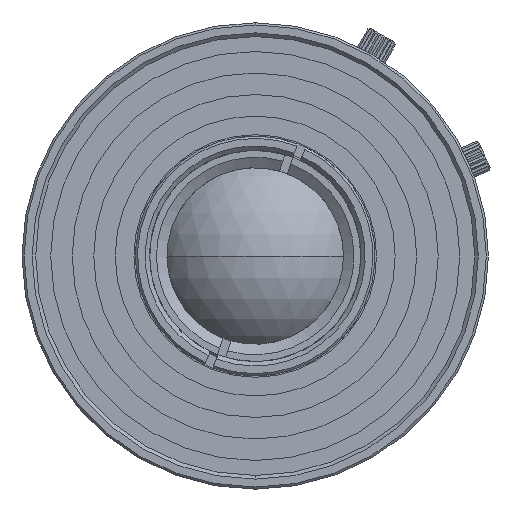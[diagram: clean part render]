
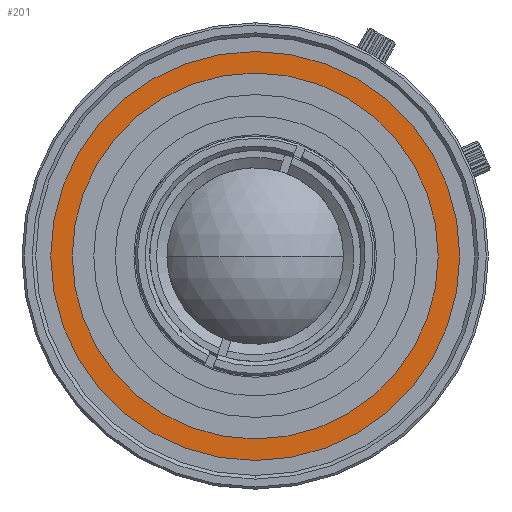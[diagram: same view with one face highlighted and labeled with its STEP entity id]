
A CAD part, left-side view. The second image highlights one B-rep face of the part: STEP entity #201.
In plain terms, the highlighted planar face has unit normal (-1, 0, 0).
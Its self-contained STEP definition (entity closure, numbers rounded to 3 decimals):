
#201 = ADVANCED_FACE ( 'NONE', ( #21816, #29228 ), #33364, .F. ) ;
#680 = EDGE_CURVE ( 'NONE', #37084, #37587, #5556, .T. ) ;
#1279 = CIRCLE ( 'NONE', #11379, 28.5 ) ;
#1997 = CARTESIAN_POINT ( 'NONE',  ( -32.835, -6.856, 81.9 ) ) ;
#2435 = CARTESIAN_POINT ( 'NONE',  ( -32.835, -6.856, 53.4 ) ) ;
#2440 = CARTESIAN_POINT ( 'NONE',  ( -32.835, -6.856, 53.4 ) ) ;
#4225 = CIRCLE ( 'NONE', #32046, 25.5 ) ;
#4652 = CARTESIAN_POINT ( 'NONE',  ( -32.835, -6.856, 27.9 ) ) ;
#5036 = EDGE_CURVE ( 'NONE', #27915, #16604, #28055, .T. ) ;
#5556 = CIRCLE ( 'NONE', #24012, 25.5 ) ;
#5610 = DIRECTION ( 'NONE',  ( 0., 0., -1. ) ) ;
#5619 = DIRECTION ( 'NONE',  ( 0., 0., -1. ) ) ;
#8518 = CARTESIAN_POINT ( 'NONE',  ( -32.835, -35.356, 53.4 ) ) ;
#10265 = ORIENTED_EDGE ( 'NONE', *, *, #5036, .T. ) ;
#11379 = AXIS2_PLACEMENT_3D ( 'NONE', #2440, #24483, #5619 ) ;
#13110 = DIRECTION ( 'NONE',  ( -1., 0., 0. ) ) ;
#14746 = DIRECTION ( 'NONE',  ( 1., 0., 0. ) ) ;
#15247 = EDGE_LOOP ( 'NONE', ( #37571, #37485 ) ) ;
#16428 = EDGE_CURVE ( 'NONE', #37587, #37084, #4225, .T. ) ;
#16604 = VERTEX_POINT ( 'NONE', #17110 ) ;
#17110 = CARTESIAN_POINT ( 'NONE',  ( -32.835, -6.856, 24.9 ) ) ;
#17378 = CARTESIAN_POINT ( 'NONE',  ( -32.835, -6.856, 53.4 ) ) ;
#20570 = DIRECTION ( 'NONE',  ( 0., 0., -1. ) ) ;
#21816 = FACE_BOUND ( 'NONE', #15247, .T. ) ;
#24012 = AXIS2_PLACEMENT_3D ( 'NONE', #17378, #39464, #20570 ) ;
#24046 = ORIENTED_EDGE ( 'NONE', *, *, #33479, .T. ) ;
#24476 = DIRECTION ( 'NONE',  ( -1., 0., 0. ) ) ;
#24483 = DIRECTION ( 'NONE',  ( -1., 0., 0. ) ) ;
#26921 = AXIS2_PLACEMENT_3D ( 'NONE', #8518, #14746, #33514 ) ;
#27915 = VERTEX_POINT ( 'NONE', #1997 ) ;
#28055 = CIRCLE ( 'NONE', #28831, 28.5 ) ;
#28831 = AXIS2_PLACEMENT_3D ( 'NONE', #32024, #13110, #35197 ) ;
#29052 = EDGE_LOOP ( 'NONE', ( #24046, #10265 ) ) ;
#29228 = FACE_OUTER_BOUND ( 'NONE', #29052, .T. ) ;
#32024 = CARTESIAN_POINT ( 'NONE',  ( -32.835, -6.856, 53.4 ) ) ;
#32046 = AXIS2_PLACEMENT_3D ( 'NONE', #2435, #24476, #5610 ) ;
#32562 = CARTESIAN_POINT ( 'NONE',  ( -32.835, -6.856, 78.9 ) ) ;
#33364 = PLANE ( 'NONE',  #26921 ) ;
#33479 = EDGE_CURVE ( 'NONE', #16604, #27915, #1279, .T. ) ;
#33514 = DIRECTION ( 'NONE',  ( 0., 0., 1. ) ) ;
#35197 = DIRECTION ( 'NONE',  ( 0., 0., -1. ) ) ;
#37084 = VERTEX_POINT ( 'NONE', #32562 ) ;
#37485 = ORIENTED_EDGE ( 'NONE', *, *, #680, .F. ) ;
#37571 = ORIENTED_EDGE ( 'NONE', *, *, #16428, .F. ) ;
#37587 = VERTEX_POINT ( 'NONE', #4652 ) ;
#39464 = DIRECTION ( 'NONE',  ( -1., 0., 0. ) ) ;
